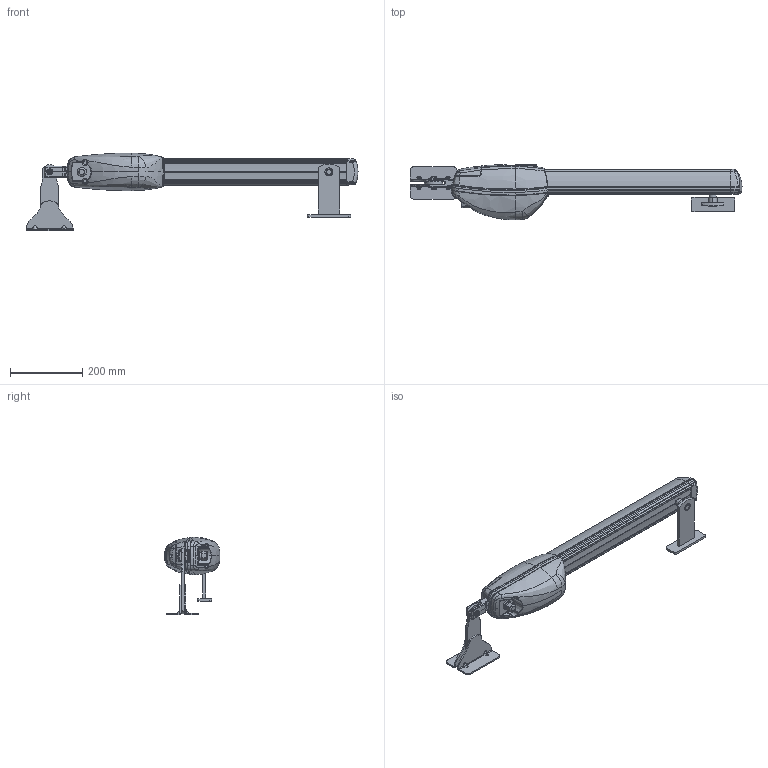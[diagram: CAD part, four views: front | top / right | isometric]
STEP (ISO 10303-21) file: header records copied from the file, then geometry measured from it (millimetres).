
FILE_DESCRIPTION (( 'STEP AP214' ), '1' );
FILE_NAME ('BE20 staffa lunga.STEP', '2017-03-13T07:21:39', ( 'admin' ), ( 'Microsoft' ), 'SwSTEP 2.0', 'SolidWorks 2016', '' );
FILE_SCHEMA (( 'AUTOMOTIVE_DESIGN' ));
Length unit declared in the file: millimetre
Products named in the file (1): BE20 staffa lunga
Bounding box: 917.57 x 154.63 x 215.39 mm (x, y, z)
Volume: 5176534.7 mm3; surface area: 548583.9 mm2
Topology: 26 solids, 26 shells, 1509 faces, 3968 edges, 2530 vertices
Faces by surface type: bspline 648, plane 406, cylinder 308, cone 105, torus 42
Entity records: 105454 total; most frequent: CARTESIAN_POINT 57688, ORIENTED_EDGE 7916, EDGE_CURVE 3958, DIRECTION 3918, VERTEX_POINT 2530, B_SPLINE_CURVE_WITH_KNOTS 2175, EDGE_LOOP 1556, UNCERTAINTY_MEASURE_WITH_UNIT 1537
